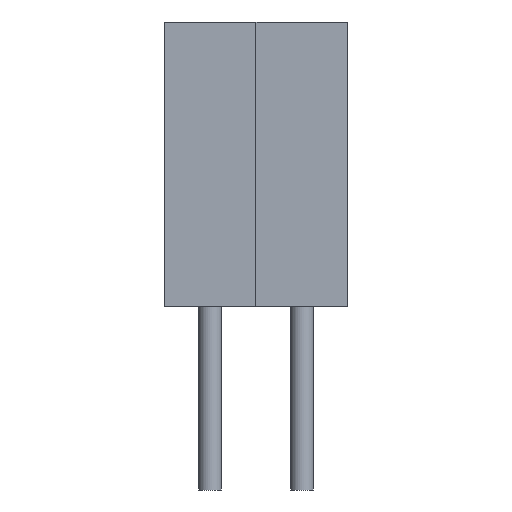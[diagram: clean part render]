
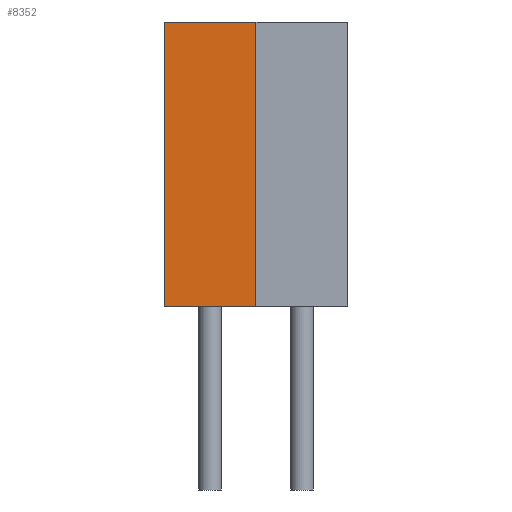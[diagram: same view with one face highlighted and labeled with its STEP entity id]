
A CAD part, left-side view. The second image highlights one B-rep face of the part: STEP entity #8352.
In plain terms, the highlighted planar face has unit normal (-1, 0, 0).
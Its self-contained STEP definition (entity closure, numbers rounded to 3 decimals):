
#8032=CARTESIAN_POINT('',(-1.27,1.27,0.762));
#8031=VERTEX_POINT('',#8032);
#8050=CARTESIAN_POINT('',(-1.27,1.27,8.636));
#8049=VERTEX_POINT('',#8050);
#8058=EDGE_CURVE('',#8031,#8049,#8063,.T.);
#8063=LINE('',#8032,#8065);
#8065=VECTOR('',#8066,7.874);
#8066=DIRECTION('',(0.0,0.0,1.0));
#8079=CARTESIAN_POINT('',(-1.27,3.81,0.762));
#8078=VERTEX_POINT('',#8079);
#8089=CARTESIAN_POINT('',(-1.27,3.81,8.636));
#8088=VERTEX_POINT('',#8089);
#8087=EDGE_CURVE('',#8088,#8078,#8092,.T.);
#8092=LINE('',#8089,#8094);
#8094=VECTOR('',#8095,7.874);
#8095=DIRECTION('',(0.0,0.0,-1.0));
#8158=EDGE_CURVE('',#8049,#8088,#8163,.T.);
#8163=LINE('',#8050,#8165);
#8165=VECTOR('',#8166,2.54);
#8166=DIRECTION('',(0.0,1.0,0.0));
#8231=EDGE_CURVE('',#8078,#8031,#8236,.T.);
#8236=LINE('',#8079,#8238);
#8238=VECTOR('',#8239,2.54);
#8239=DIRECTION('',(0.0,-1.0,0.0));
#8352=ADVANCED_FACE('',(#8358),#8353,.T.);
#8353=PLANE('',#8354);
#8354=AXIS2_PLACEMENT_3D('',#8355,#8356,#8357);
#8355=CARTESIAN_POINT('',(-1.27,1.27,8.636));
#8356=DIRECTION('',(-1.0,0.0,0.0));
#8357=DIRECTION('',(0.,0.,1.));
#8358=FACE_OUTER_BOUND('',#8359,.T.);
#8359=EDGE_LOOP('',(#8360,#8370,#8380,#8390));
#8360=ORIENTED_EDGE('',*,*,#8158,.T.);
#8370=ORIENTED_EDGE('',*,*,#8087,.T.);
#8380=ORIENTED_EDGE('',*,*,#8231,.T.);
#8390=ORIENTED_EDGE('',*,*,#8058,.T.);
